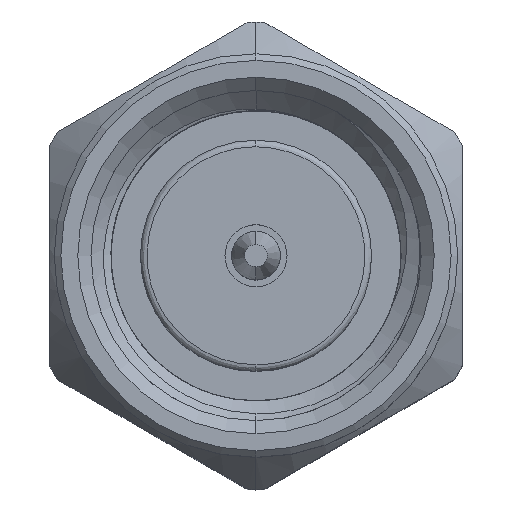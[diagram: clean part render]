
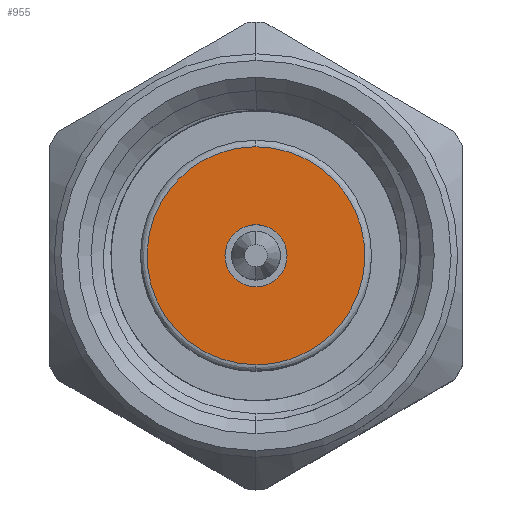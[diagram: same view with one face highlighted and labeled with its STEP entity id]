
A CAD part, top view. The second image highlights one B-rep face of the part: STEP entity #955.
In plain terms, the highlighted face is planar.
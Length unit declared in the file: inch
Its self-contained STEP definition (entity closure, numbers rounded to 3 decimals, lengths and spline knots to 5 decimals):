
#153 = CARTESIAN_POINT ( 'NONE',  ( 0.1, 0., 0.0825 ) ) ;
#230 = CIRCLE ( 'NONE', #1146, 0.0235 ) ;
#402 = VERTEX_POINT ( 'NONE', #2549 ) ;
#490 =( BOUNDED_CURVE ( )  B_SPLINE_CURVE ( 3, ( #933, #1630, #2435, #2028 ),
 .UNSPECIFIED., .F., .F. ) 
 B_SPLINE_CURVE_WITH_KNOTS ( ( 4, 4 ),
 ( 0., 1. ),
 .UNSPECIFIED. ) 
 CURVE ( )  GEOMETRIC_REPRESENTATION_ITEM ( )  RATIONAL_B_SPLINE_CURVE ( ( 1., 0.333, 0.333, 1. ) ) 
 REPRESENTATION_ITEM ( '' )  );
#770 = CARTESIAN_POINT ( 'NONE',  ( 0.1, 0., 0.0235 ) ) ;
#933 = CARTESIAN_POINT ( 'NONE',  ( 0.1, 0., -0.0825 ) ) ;
#955 = ADVANCED_FACE ( 'NONE', ( #4023, #1426 ), #3003, .F. ) ;
#1112 = ORIENTED_EDGE ( 'NONE', *, *, #2082, .F. ) ;
#1146 = AXIS2_PLACEMENT_3D ( 'NONE', #1222, #1874, #1560 ) ;
#1222 = CARTESIAN_POINT ( 'NONE',  ( 0.1, 0., 0. ) ) ;
#1304 = CARTESIAN_POINT ( 'NONE',  ( 0.1, -0.165, -0.0825 ) ) ;
#1326 = ORIENTED_EDGE ( 'NONE', *, *, #1905, .F. ) ;
#1426 = FACE_OUTER_BOUND ( 'NONE', #3343, .T. ) ;
#1456 = EDGE_CURVE ( 'NONE', #3575, #402, #230, .T. ) ;
#1560 = DIRECTION ( 'NONE',  ( 0., 0., -1. ) ) ;
#1610 = CIRCLE ( 'NONE', #2855, 0.0235 ) ;
#1630 = CARTESIAN_POINT ( 'NONE',  ( 0.1, 0.165, -0.0825 ) ) ;
#1874 = DIRECTION ( 'NONE',  ( -1., 0., 0. ) ) ;
#1905 = EDGE_CURVE ( 'NONE', #2842, #4539, #1970, .T. ) ;
#1940 = CARTESIAN_POINT ( 'NONE',  ( 0.1, -0.165, 0.0825 ) ) ;
#1951 = ORIENTED_EDGE ( 'NONE', *, *, #2886, .F. ) ;
#1970 =( BOUNDED_CURVE ( )  B_SPLINE_CURVE ( 3, ( #4166, #1940, #1304, #3820 ),
 .UNSPECIFIED., .F., .T. ) 
 B_SPLINE_CURVE_WITH_KNOTS ( ( 4, 4 ),
 ( 0., 1. ),
 .UNSPECIFIED. ) 
 CURVE ( )  GEOMETRIC_REPRESENTATION_ITEM ( )  RATIONAL_B_SPLINE_CURVE ( ( 1., 0.333, 0.333, 1. ) ) 
 REPRESENTATION_ITEM ( '' )  );
#2028 = CARTESIAN_POINT ( 'NONE',  ( 0.1, 0., 0.0825 ) ) ;
#2082 = EDGE_CURVE ( 'NONE', #402, #3575, #1610, .T. ) ;
#2173 = CARTESIAN_POINT ( 'NONE',  ( 0.1, 0., 0. ) ) ;
#2435 = CARTESIAN_POINT ( 'NONE',  ( 0.1, 0.165, 0.0825 ) ) ;
#2481 = ORIENTED_EDGE ( 'NONE', *, *, #1456, .F. ) ;
#2549 = CARTESIAN_POINT ( 'NONE',  ( 0.1, 0., -0.0235 ) ) ;
#2575 = CARTESIAN_POINT ( 'NONE',  ( 0.1, 0., 0. ) ) ;
#2842 = VERTEX_POINT ( 'NONE', #153 ) ;
#2855 = AXIS2_PLACEMENT_3D ( 'NONE', #2575, #4031, #3040 ) ;
#2886 = EDGE_CURVE ( 'NONE', #4539, #2842, #490, .T. ) ;
#3003 = PLANE ( 'NONE',  #3621 ) ;
#3040 = DIRECTION ( 'NONE',  ( 0., 0., -1. ) ) ;
#3343 = EDGE_LOOP ( 'NONE', ( #1951, #1326 ) ) ;
#3348 = EDGE_LOOP ( 'NONE', ( #1112, #2481 ) ) ;
#3575 = VERTEX_POINT ( 'NONE', #770 ) ;
#3621 = AXIS2_PLACEMENT_3D ( 'NONE', #2173, #4464, #3654 ) ;
#3654 = DIRECTION ( 'NONE',  ( 0., 0., -1. ) ) ;
#3820 = CARTESIAN_POINT ( 'NONE',  ( 0.1, 0., -0.0825 ) ) ;
#4023 = FACE_BOUND ( 'NONE', #3348, .T. ) ;
#4031 = DIRECTION ( 'NONE',  ( -1., 0., 0. ) ) ;
#4166 = CARTESIAN_POINT ( 'NONE',  ( 0.1, 0., 0.0825 ) ) ;
#4464 = DIRECTION ( 'NONE',  ( 1., 0., 0. ) ) ;
#4538 = CARTESIAN_POINT ( 'NONE',  ( 0.1, 0., -0.0825 ) ) ;
#4539 = VERTEX_POINT ( 'NONE', #4538 ) ;
